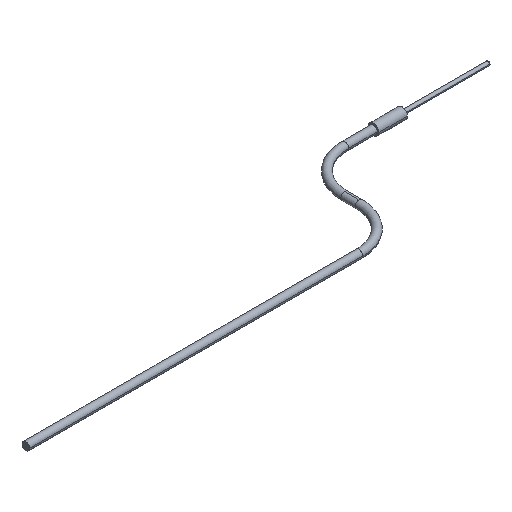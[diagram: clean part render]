
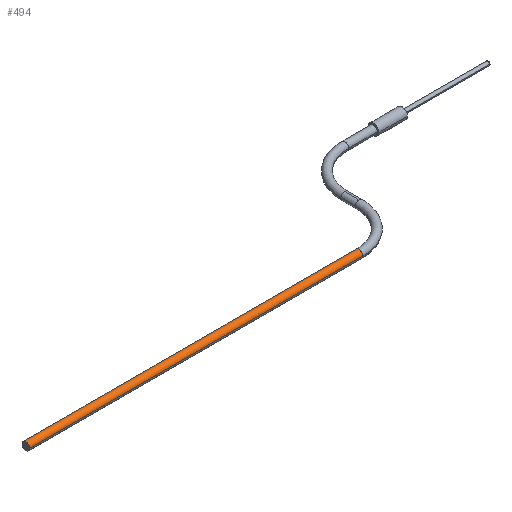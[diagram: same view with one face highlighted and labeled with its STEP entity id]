
A CAD part, isometric view. The second image highlights one B-rep face of the part: STEP entity #494.
In plain terms, the highlighted cylindrical face has radius 1.714 mm (diameter 3.429 mm), a partial arc.
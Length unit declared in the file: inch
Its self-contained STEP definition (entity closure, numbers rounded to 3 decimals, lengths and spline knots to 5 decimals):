
#7 = CARTESIAN_POINT ( 'NONE',  ( -4., -1.8175, 0. ) ) ;
#19 = AXIS2_PLACEMENT_3D ( 'NONE', #514, #259, #215 ) ;
#30 = VERTEX_POINT ( 'NONE', #84 ) ;
#51 = EDGE_CURVE ( 'NONE', #30, #348, #310, .T. ) ;
#73 = CARTESIAN_POINT ( 'NONE',  ( -4., -1.6825, 0. ) ) ;
#81 = DIRECTION ( 'NONE',  ( -1., 0., 0. ) ) ;
#84 = CARTESIAN_POINT ( 'NONE',  ( -4., -1.8175, 0. ) ) ;
#99 = LINE ( 'NONE', #73, #267 ) ;
#158 = ORIENTED_EDGE ( 'NONE', *, *, #622, .F. ) ;
#170 = FACE_OUTER_BOUND ( 'NONE', #459, .T. ) ;
#197 = AXIS2_PLACEMENT_3D ( 'NONE', #393, #265, #554 ) ;
#215 = DIRECTION ( 'NONE',  ( 0., -1., 0. ) ) ;
#221 = DIRECTION ( 'NONE',  ( -1., 0., 0. ) ) ;
#237 = CIRCLE ( 'NONE', #19, 0.0675 ) ;
#259 = DIRECTION ( 'NONE',  ( -1., 0., 0. ) ) ;
#265 = DIRECTION ( 'NONE',  ( -1., 0., 0. ) ) ;
#267 = VECTOR ( 'NONE', #477, 39.37008 ) ;
#288 = DIRECTION ( 'NONE',  ( 0., -1., 0. ) ) ;
#310 = CIRCLE ( 'NONE', #562, 0.0675 ) ;
#348 = VERTEX_POINT ( 'NONE', #383 ) ;
#364 = LINE ( 'NONE', #7, #485 ) ;
#371 = EDGE_CURVE ( 'NONE', #348, #519, #99, .T. ) ;
#383 = CARTESIAN_POINT ( 'NONE',  ( -4., -1.6825, 0. ) ) ;
#391 = CARTESIAN_POINT ( 'NONE',  ( -9.80566, -1.6825, 0. ) ) ;
#393 = CARTESIAN_POINT ( 'NONE',  ( -4., -1.75, 0. ) ) ;
#415 = ORIENTED_EDGE ( 'NONE', *, *, #625, .F. ) ;
#426 = CYLINDRICAL_SURFACE ( 'NONE', #197, 0.0675 ) ;
#427 = ORIENTED_EDGE ( 'NONE', *, *, #51, .T. ) ;
#452 = ORIENTED_EDGE ( 'NONE', *, *, #371, .T. ) ;
#459 = EDGE_LOOP ( 'NONE', ( #427, #452, #415, #158 ) ) ;
#477 = DIRECTION ( 'NONE',  ( -1., 0., 0. ) ) ;
#485 = VECTOR ( 'NONE', #81, 39.37008 ) ;
#494 = ADVANCED_FACE ( 'NONE', ( #170 ), #426, .T. ) ;
#514 = CARTESIAN_POINT ( 'NONE',  ( -9.80566, -1.75, 0. ) ) ;
#519 = VERTEX_POINT ( 'NONE', #391 ) ;
#522 = CARTESIAN_POINT ( 'NONE',  ( -9.80566, -1.8175, 0. ) ) ;
#552 = CARTESIAN_POINT ( 'NONE',  ( -4., -1.75, 0. ) ) ;
#554 = DIRECTION ( 'NONE',  ( 0., -1., 0. ) ) ;
#562 = AXIS2_PLACEMENT_3D ( 'NONE', #552, #221, #288 ) ;
#622 = EDGE_CURVE ( 'NONE', #30, #658, #364, .T. ) ;
#625 = EDGE_CURVE ( 'NONE', #658, #519, #237, .T. ) ;
#658 = VERTEX_POINT ( 'NONE', #522 ) ;
